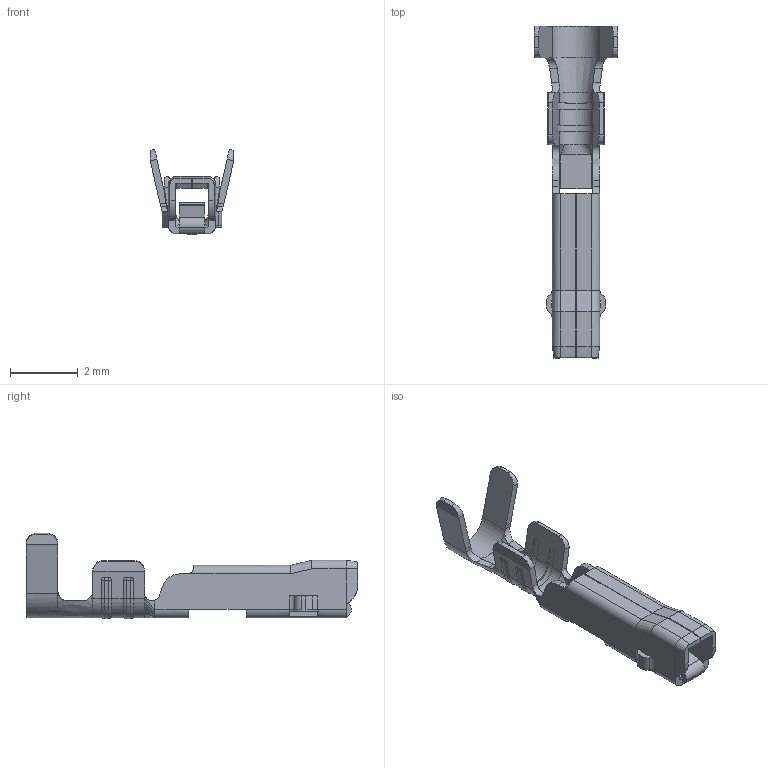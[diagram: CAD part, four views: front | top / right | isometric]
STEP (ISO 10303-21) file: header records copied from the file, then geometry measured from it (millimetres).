
FILE_DESCRIPTION (( 'STEP AP214' ), '1' );
FILE_NAME ('565-290-721.STEP', '2020-09-22T18:41:28', ( '' ), ( '' ), 'SwSTEP 2.0', 'SolidWorks 2020', '' );
FILE_SCHEMA (( 'AUTOMOTIVE_DESIGN' ));
Length unit declared in the file: millimetre
Products named in the file (1): 565-290-721
Bounding box: 2.48 x 9.8 x 2.52 mm (x, y, z)
Volume: 7.9 mm3; surface area: 92.4 mm2
Topology: 1 solids, 1 shells, 245 faces, 666 edges, 415 vertices
Faces by surface type: plane 110, cylinder 81, bspline 32, sphere 12, torus 8, cone 2
Entity records: 8999 total; most frequent: CARTESIAN_POINT 3051, ORIENTED_EDGE 1332, DIRECTION 1112, EDGE_CURVE 666, VERTEX_POINT 415, VECTOR 388, LINE 388, AXIS2_PLACEMENT_3D 362
